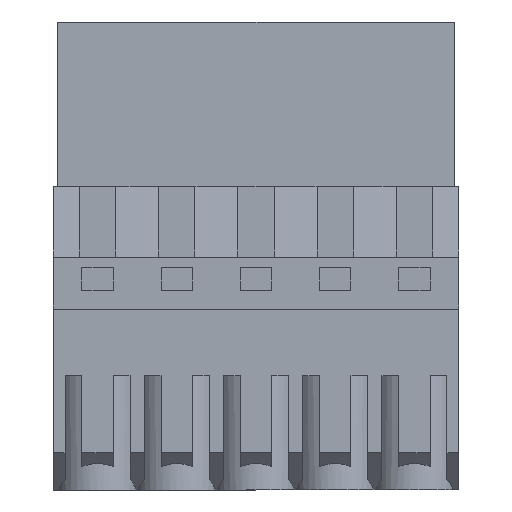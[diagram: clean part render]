
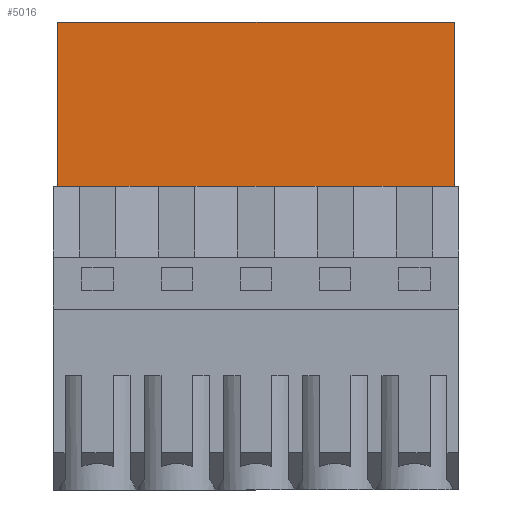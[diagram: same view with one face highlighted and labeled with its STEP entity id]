
A CAD part, front view. The second image highlights one B-rep face of the part: STEP entity #5016.
In plain terms, the highlighted planar face has unit normal (0, -1, 0).
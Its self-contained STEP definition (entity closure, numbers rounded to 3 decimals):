
#4998=AXIS2_PLACEMENT_3D('Plane Axis2P3D',#4995,#4996,#4997) ;
#2791=CARTESIAN_POINT('Line Origine',(19.5,3.,29.207)) ;
#2795=CARTESIAN_POINT('Vertex',(38.564,3.,29.207)) ;
#2797=CARTESIAN_POINT('Vertex',(0.436,3.,29.207)) ;
#3120=CARTESIAN_POINT('Vertex',(0.436,3.,45.007)) ;
#3123=CARTESIAN_POINT('Line Origine',(19.5,3.,45.007)) ;
#3127=CARTESIAN_POINT('Vertex',(38.564,3.,45.007)) ;
#4995=CARTESIAN_POINT('Axis2P3D Location',(31.38,3.,29.207)) ;
#5000=CARTESIAN_POINT('Line Origine',(0.436,3.,37.107)) ;
#5005=CARTESIAN_POINT('Line Origine',(38.564,3.,37.107)) ;
#2792=DIRECTION('Vector Direction',(-1.,0.,0.)) ;
#3124=DIRECTION('Vector Direction',(-1.,0.,0.)) ;
#4996=DIRECTION('Axis2P3D Direction',(0.,-1.,0.)) ;
#4997=DIRECTION('Axis2P3D XDirection',(0.,0.,1.)) ;
#5001=DIRECTION('Vector Direction',(0.,0.,-1.)) ;
#5006=DIRECTION('Vector Direction',(0.,0.,-1.)) ;
#2793=VECTOR('Line Direction',#2792,1.) ;
#3125=VECTOR('Line Direction',#3124,1.) ;
#5002=VECTOR('Line Direction',#5001,1.) ;
#5007=VECTOR('Line Direction',#5006,1.) ;
#5011=ORIENTED_EDGE('',*,*,#3129,.T.) ;
#5012=ORIENTED_EDGE('',*,*,#5004,.T.) ;
#5013=ORIENTED_EDGE('',*,*,#2799,.F.) ;
#5014=ORIENTED_EDGE('',*,*,#5009,.F.) ;
#5016=ADVANCED_FACE('HOUSING',(#5015),#4999,.T.) ;
#2799=EDGE_CURVE('',#2796,#2798,#2794,.T.) ;
#3129=EDGE_CURVE('',#3128,#3121,#3126,.T.) ;
#5004=EDGE_CURVE('',#3121,#2798,#5003,.T.) ;
#5009=EDGE_CURVE('',#3128,#2796,#5008,.T.) ;
#5010=EDGE_LOOP('',(#5011,#5012,#5013,#5014)) ;
#5015=FACE_OUTER_BOUND('',#5010,.T.) ;
#2794=LINE('Line',#2791,#2793) ;
#3126=LINE('Line',#3123,#3125) ;
#5003=LINE('Line',#5000,#5002) ;
#5008=LINE('Line',#5005,#5007) ;
#4999=PLANE('',#4998) ;
#2796=VERTEX_POINT('',#2795) ;
#2798=VERTEX_POINT('',#2797) ;
#3121=VERTEX_POINT('',#3120) ;
#3128=VERTEX_POINT('',#3127) ;
